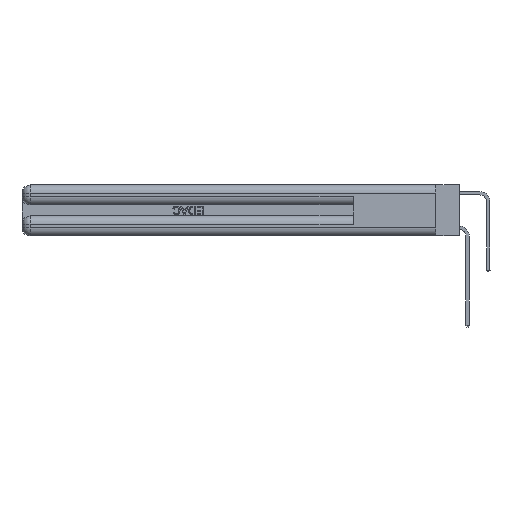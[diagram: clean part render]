
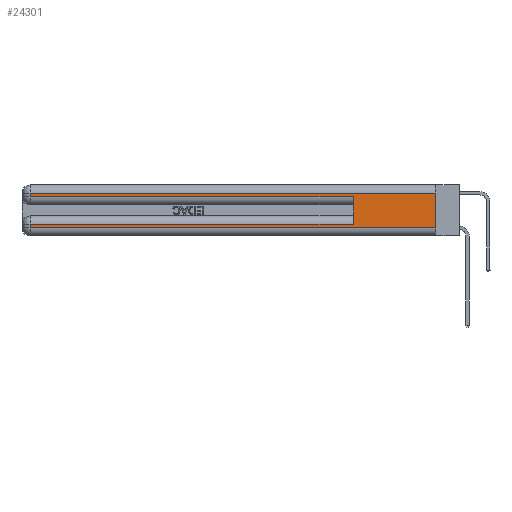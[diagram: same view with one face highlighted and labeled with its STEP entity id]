
A CAD part, left-side view. The second image highlights one B-rep face of the part: STEP entity #24301.
In plain terms, the highlighted planar face has unit normal (-1, 0, 0).
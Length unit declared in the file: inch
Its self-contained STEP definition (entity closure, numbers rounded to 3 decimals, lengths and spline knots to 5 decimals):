
#1506 = CARTESIAN_POINT ( 'NONE',  ( 0., 2.94, 0.085 ) ) ;
#2032 = DIRECTION ( 'NONE',  ( 0., 1., 0. ) ) ;
#2375 = CARTESIAN_POINT ( 'NONE',  ( 0., 2.94, 0.285 ) ) ;
#2809 = PLANE ( 'NONE',  #15361 ) ;
#2818 = LINE ( 'NONE', #13046, #17148 ) ;
#5065 = CARTESIAN_POINT ( 'NONE',  ( 0., 0., 0.06 ) ) ;
#5167 = CARTESIAN_POINT ( 'NONE',  ( 0., 0., 0.37 ) ) ;
#5343 = DIRECTION ( 'NONE',  ( 1., 0., 0. ) ) ;
#5467 = ORIENTED_EDGE ( 'NONE', *, *, #6065, .T. ) ;
#5886 = EDGE_LOOP ( 'NONE', ( #9904, #25933, #7701, #17112, #18243, #5467, #19373, #9363 ) ) ;
#5948 = VERTEX_POINT ( 'NONE', #1506 ) ;
#6065 = EDGE_CURVE ( 'NONE', #30079, #5948, #10561, .T. ) ;
#6169 = VERTEX_POINT ( 'NONE', #24408 ) ;
#6451 = VECTOR ( 'NONE', #27464, 39.37008 ) ;
#6716 = EDGE_CURVE ( 'NONE', #33396, #27663, #27460, .T. ) ;
#6967 = CARTESIAN_POINT ( 'NONE',  ( 0., 0.6, 0.085 ) ) ;
#7701 = ORIENTED_EDGE ( 'NONE', *, *, #23187, .T. ) ;
#8059 = LINE ( 'NONE', #32689, #18763 ) ;
#8088 = CARTESIAN_POINT ( 'NONE',  ( 0., 2.94, 0.31 ) ) ;
#8237 = DIRECTION ( 'NONE',  ( 0., 0., -1. ) ) ;
#8593 = VECTOR ( 'NONE', #25573, 39.37008 ) ;
#9363 = ORIENTED_EDGE ( 'NONE', *, *, #33417, .T. ) ;
#9874 = DIRECTION ( 'NONE',  ( 0., 0., -1. ) ) ;
#9904 = ORIENTED_EDGE ( 'NONE', *, *, #29921, .F. ) ;
#10561 = LINE ( 'NONE', #15823, #24526 ) ;
#11536 = LINE ( 'NONE', #12071, #8593 ) ;
#12071 = CARTESIAN_POINT ( 'NONE',  ( 0., 0., 0.37 ) ) ;
#13046 = CARTESIAN_POINT ( 'NONE',  ( 0., 0., 0.285 ) ) ;
#13318 = CARTESIAN_POINT ( 'NONE',  ( 0., 0., 0.06 ) ) ;
#13527 = DIRECTION ( 'NONE',  ( 0., 0., -1. ) ) ;
#15361 = AXIS2_PLACEMENT_3D ( 'NONE', #5167, #5343, #13527 ) ;
#15823 = CARTESIAN_POINT ( 'NONE',  ( 0., 0., 0.085 ) ) ;
#16859 = CARTESIAN_POINT ( 'NONE',  ( 0., 0., 0.31 ) ) ;
#16889 = VECTOR ( 'NONE', #30368, 39.37008 ) ;
#17112 = ORIENTED_EDGE ( 'NONE', *, *, #24709, .T. ) ;
#17148 = VECTOR ( 'NONE', #29824, 39.37008 ) ;
#17965 = VERTEX_POINT ( 'NONE', #27870 ) ;
#18017 = DIRECTION ( 'NONE',  ( 0., 0., 1. ) ) ;
#18243 = ORIENTED_EDGE ( 'NONE', *, *, #23619, .F. ) ;
#18763 = VECTOR ( 'NONE', #8237, 39.37008 ) ;
#19373 = ORIENTED_EDGE ( 'NONE', *, *, #21630, .T. ) ;
#21173 = VECTOR ( 'NONE', #18017, 39.37008 ) ;
#21630 = EDGE_CURVE ( 'NONE', #5948, #6169, #8059, .T. ) ;
#22880 = VECTOR ( 'NONE', #9874, 39.37008 ) ;
#23187 = EDGE_CURVE ( 'NONE', #27663, #25515, #26448, .T. ) ;
#23619 = EDGE_CURVE ( 'NONE', #30079, #17965, #32256, .T. ) ;
#23865 = CARTESIAN_POINT ( 'NONE',  ( 0., 0.6, 0.145 ) ) ;
#24301 = ADVANCED_FACE ( 'NONE', ( #30669 ), #2809, .F. ) ;
#24408 = CARTESIAN_POINT ( 'NONE',  ( 0., 2.94, 0.06 ) ) ;
#24526 = VECTOR ( 'NONE', #2032, 39.37008 ) ;
#24709 = EDGE_CURVE ( 'NONE', #25515, #17965, #2818, .T. ) ;
#25515 = VERTEX_POINT ( 'NONE', #2375 ) ;
#25573 = DIRECTION ( 'NONE',  ( 0., 0., -1. ) ) ;
#25933 = ORIENTED_EDGE ( 'NONE', *, *, #6716, .T. ) ;
#26448 = LINE ( 'NONE', #26812, #22880 ) ;
#26812 = CARTESIAN_POINT ( 'NONE',  ( 0., 2.94, 0.37 ) ) ;
#27460 = LINE ( 'NONE', #16859, #16889 ) ;
#27464 = DIRECTION ( 'NONE',  ( 0., -1., 0. ) ) ;
#27663 = VERTEX_POINT ( 'NONE', #8088 ) ;
#27870 = CARTESIAN_POINT ( 'NONE',  ( 0., 0.6, 0.285 ) ) ;
#28926 = VERTEX_POINT ( 'NONE', #13318 ) ;
#29318 = LINE ( 'NONE', #5065, #6451 ) ;
#29502 = CARTESIAN_POINT ( 'NONE',  ( 0., 0., 0.31 ) ) ;
#29824 = DIRECTION ( 'NONE',  ( 0., -1., 0. ) ) ;
#29921 = EDGE_CURVE ( 'NONE', #33396, #28926, #11536, .T. ) ;
#30079 = VERTEX_POINT ( 'NONE', #6967 ) ;
#30368 = DIRECTION ( 'NONE',  ( 0., 1., 0. ) ) ;
#30669 = FACE_OUTER_BOUND ( 'NONE', #5886, .T. ) ;
#32256 = LINE ( 'NONE', #23865, #21173 ) ;
#32689 = CARTESIAN_POINT ( 'NONE',  ( 0., 2.94, 0.37 ) ) ;
#33396 = VERTEX_POINT ( 'NONE', #29502 ) ;
#33417 = EDGE_CURVE ( 'NONE', #6169, #28926, #29318, .T. ) ;
